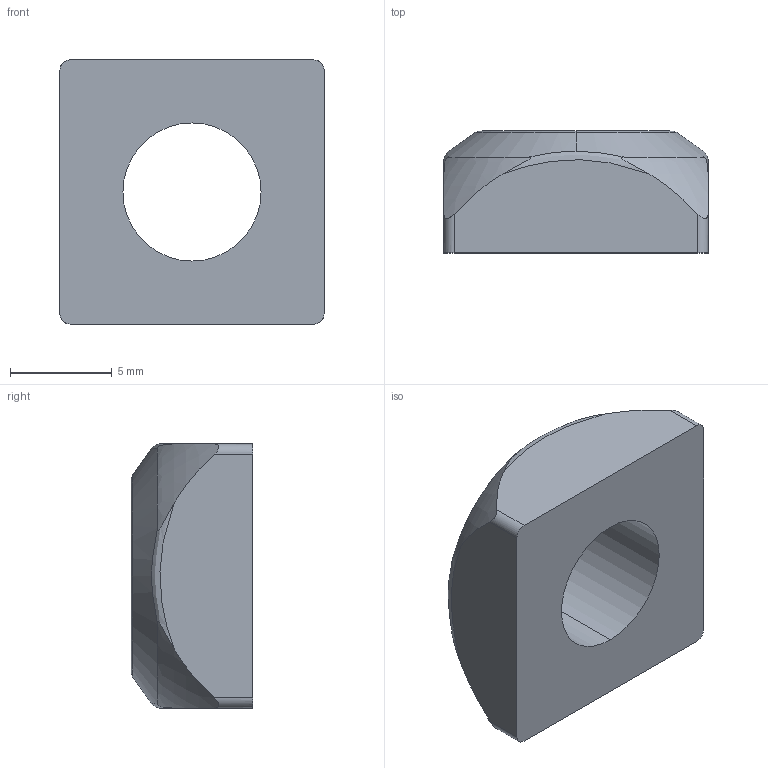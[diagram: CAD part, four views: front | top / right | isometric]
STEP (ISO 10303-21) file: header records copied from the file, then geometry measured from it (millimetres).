
FILE_DESCRIPTION (( 'STEP AP203' ), '1' );
FILE_NAME ('084.302.004.STEP', '2014-01-15T10:00:07', ( '' ), ( '' ), 'SwSTEP 2.0', 'SolidWorks 2012', '' );
FILE_SCHEMA (( 'CONFIG_CONTROL_DESIGN' ));
Length unit declared in the file: millimetre
Products named in the file (1): 084.302.004
Bounding box: 13 x 6 x 13 mm (x, y, z)
Volume: 685.7 mm3; surface area: 617.6 mm2
Topology: 1 solids, 1 shells, 24 faces, 64 edges, 42 vertices
Faces by surface type: torus 6, cylinder 6, plane 6, bspline 4, cone 2
Entity records: 1147 total; most frequent: CARTESIAN_POINT 523, ORIENTED_EDGE 128, DIRECTION 94, EDGE_CURVE 64, VERTEX_POINT 42, AXIS2_PLACEMENT_3D 39, B_SPLINE_CURVE_WITH_KNOTS 30, EDGE_LOOP 26
